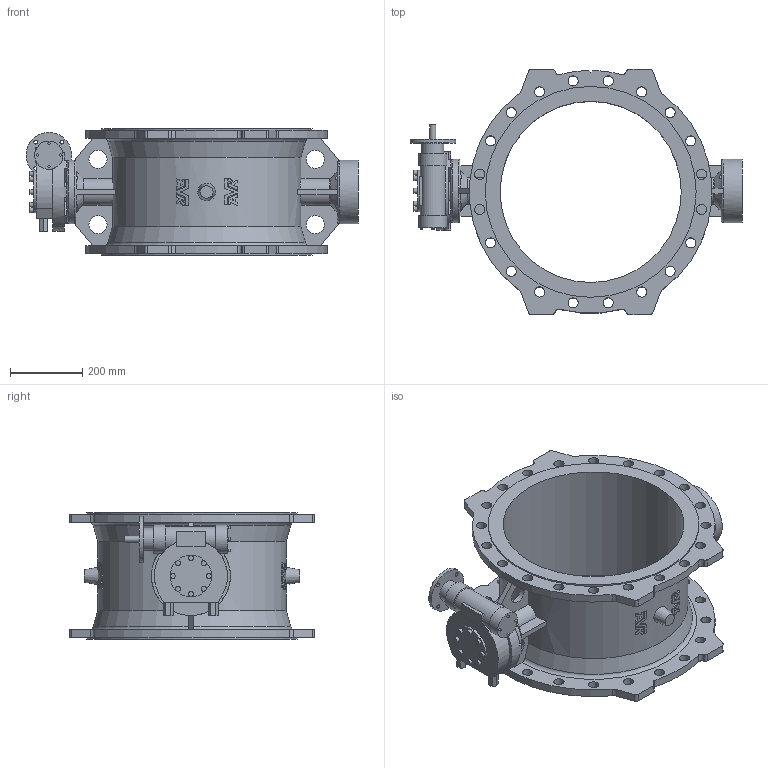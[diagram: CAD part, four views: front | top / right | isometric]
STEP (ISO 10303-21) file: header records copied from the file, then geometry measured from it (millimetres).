
FILE_DESCRIPTION (( 'STEP AP203' ), '1' );
FILE_NAME ('O_756_102_DN500_0XX_AA0_step.step', '2016-03-09T11:46:41', ( 'Windows User' ), ( 'AVK' ), 'SwSTEP 2.0', 'SolidWorks 2012', '' );
FILE_SCHEMA (( 'CONFIG_CONTROL_DESIGN' ));
Length unit declared in the file: millimetre
Products named in the file (1): O_756_102_DN500_0XX_AA0_step
Bounding box: 916.4 x 676 x 350 mm (x, y, z)
Volume: 21093698.1 mm3; surface area: 2208651.4 mm2
Topology: 1 solids, 1 shells, 669 faces, 1901 edges, 1272 vertices
Faces by surface type: plane 253, bspline 216, cylinder 153, torus 33, cone 14
Full cylindrical faces by diameter (mm): 10.5 x4, 13.5 x8, 17 x1, 28 x40, 50 x4, 60 x1, 78 x2, 115 x1, 126 x1, 175 x2, 218 x1, 500 x1, 582 x2
Entity records: 25939 total; most frequent: CARTESIAN_POINT 10799, ORIENTED_EDGE 3560, DIRECTION 2234, EDGE_CURVE 1780, VERTEX_POINT 1222, EDGE_LOOP 876, AXIS2_PLACEMENT_3D 841, B_SPLINE_CURVE_WITH_KNOTS 841
